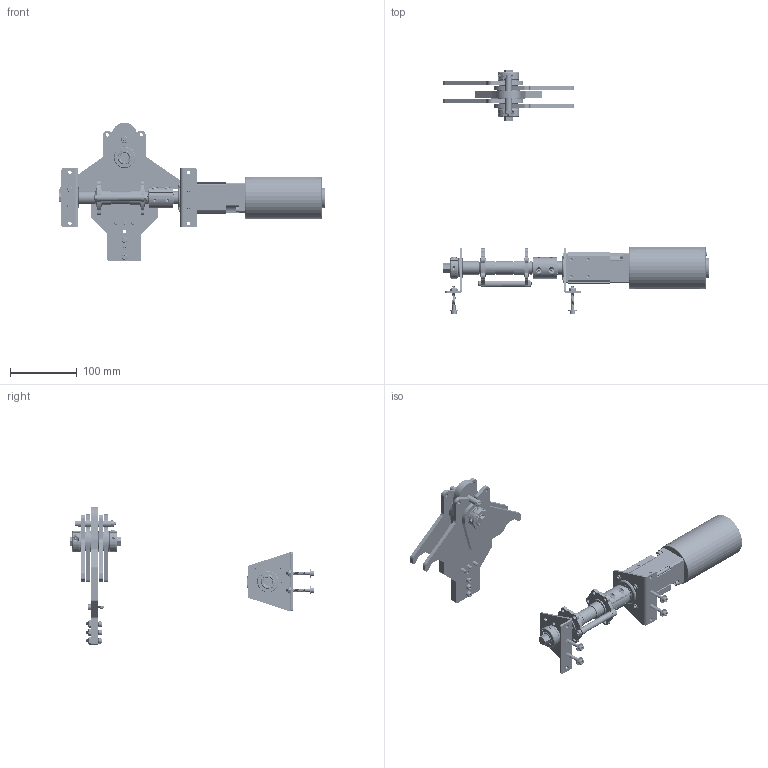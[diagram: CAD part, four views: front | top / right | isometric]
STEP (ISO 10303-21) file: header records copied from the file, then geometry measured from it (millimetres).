
FILE_DESCRIPTION (( 'STEP AP214' ), '1' );
FILE_NAME ('am-5610 Everybot 2025 Climber Assembly.STEP', '2025-01-27T13:57:18', ( '' ), ( '' ), 'SwSTEP 2.0', 'SolidWorks 2024', '' );
FILE_SCHEMA (( 'AUTOMOTIVE_DESIGN' ));
Length unit declared in the file: inch
Products named in the file (46): am-1522 10-32 x 3000 SHCS_am-1522 10-32 x 3000 SHCS; am-XXXX - 57 Sport 3 Stage Ring Gear Housing; am-0255_16T CIM with 16T 0.7mod Pinion; am-3948-500 500H x 500IN Spacer; am-0255 CIM Motor; am-1047 10-32 x 0750 SHCS_am-1047 10-32 x 0750 SHCS; 500Hex and Key Coupler; am-5610 Everybot 2025 Climber Assembly; am-3948-063 500H x 063IN Spacer; am-1560 500Hex and 500Key Coupler; 16T Cim Gear; Thrust Washer Blue Sport; am-1026 #10 Flat Washer_am-1026 #10 Flat Washer; 3 Stage CIM Sport with 1IN Hex Shaft; am-1120 10-32 x 0625 SHCS with Thread Patch_HX-SHCS 0.19-32x1.375x1-C; 3IN Hex Shaft; 10-32 X 375 SHCS_90128A940; am-1732 0.194 ID 0.375 OD 0.125 Long Nylon Spacer; am-1014 10-32 x 1500 SHCS_am-1014 10-32 x 1500 SHCS; R8ZZ Bearing; am-1526 500Hex Collar Clamp; am-1156 10-32 x 2250 SHCS_am-1156 10-32 x 2250 SHCS; am-xxxx 500Hex Hub; am-XXXX - 57 Sport 500 Hex Output Plug; am-5609 Everybot 2025 Barb Assembly; am-2986 FR8ZZ Hex Bearing; 1IN 57Sport Bent Side Mount Gusset; Output Block; am-3948-125 500H x 125IN Spacer_Mirror Default; retaining Ring 0500 - Mcm 98410A122_98410A122; am-5609_barb Everybot 2025 Barb Plate; am-3948-250 500H x 250IN Spacer; 6IN Hex Shaft; 10-32 x 3.000 SHCS_90128A969; 10-32x0500_shcs_HX-SHCS 0.19-32x1.375x1-C; am-4107 0.194 ID 0.375 OD 0.750 Long Nylon Spacer; am-1700 0.194 ID 0.375 OD 0.250 Long Nylon Spacer; am-3770a Kraken Sport Motor Block; am-1696 0.194 ID 0.375 OD 1.000 Long Nylon Spacer; am-5609_body Everybot 2025 Body Plate ...
Assembly tree (86 placements, depth 4):
  am-5610 Everybot 2025 Climber Assembly
    am-1560 500Hex and 500Key Coupler
      500Hex and Key Coupler  x2
      10-32x0500_shcs_HX-SHCS 0.19-32x1.375x1-C  x4
    3 Stage CIM Sport with 1IN Hex Shaft
      am-XXXX - 57 Sport 500 Hex Output Plug
        am-XXXX - 57 Sport 500 Hex Shaft
        Output Block
        R8ZZ Bearing  x2
        retaining Ring 0500 - Mcm 98410A122_98410A122
      am-XXXX - 57 Sport 3 Stage Ring Gear Housing
      10-32 x 3.000 SHCS_90128A969  x2
      am-3770a Kraken Sport Motor Block
      Thrust Washer Blue Sport
      10-32 X 375 SHCS_90128A940  x2
      am-1120 10-32 x 0625 SHCS with Thread Patch_HX-SHCS 0.19-32x1.375x1-C  x2
    am-3948-250 500H x 250IN Spacer
    am-xxxx 500Hex Hub  x2
    am-3948-1000 500H x 1000IN Spacer
    am-3948-125 500H x 125IN Spacer_Mirror Default
    am-3948-500 500H x 500IN Spacer
    am-1522 10-32 x 3000 SHCS_am-1522 10-32 x 3000 SHCS
    am-1063 10-32 Nylock Jam Nut_am-1063 10-32 Nylock Jam Nut  x5
    am-2986 FR8ZZ Hex Bearing
    am-3948-375 500H x 375IN Spacer
    am-3948-063 500H x 063IN Spacer
    am-1014 10-32 x 1500 SHCS_am-1014 10-32 x 1500 SHCS  x4
    am-1026 #10 Flat Washer_am-1026 #10 Flat Washer  x4
    am-1526 500Hex Collar Clamp
      500Hex Collar Clamp Body
      10-32x0500_shcs_HX-SHCS 0.19-32x1.375x1-C
    6IN Hex Shaft
    am-1696 0.194 ID 0.375 OD 1.000 Long Nylon Spacer  x2
    am-1732 0.194 ID 0.375 OD 0.125 Long Nylon Spacer
    am-1700 0.194 ID 0.375 OD 0.250 Long Nylon Spacer
    1IN Bent Bearing Side Mount Gusset
    1IN 57Sport Bent Side Mount Gusset
    am-5609 Everybot 2025 Barb Assembly
      am-5609_body Everybot 2025 Body Plate  x2
      am-5609_barb Everybot 2025 Barb Plate  x4
      am-2986 FR8ZZ Hex Bearing  x4
      am-1526 500Hex Collar Clamp  x2
        500Hex Collar Clamp Body
        10-32x0500_shcs_HX-SHCS 0.19-32x1.375x1-C
      am-4107 0.194 ID 0.375 OD 0.750 Long Nylon Spacer  x2
      am-1156 10-32 x 2250 SHCS_am-1156 10-32 x 2250 SHCS
      am-1063 10-32 Nylock Jam Nut_am-1063 10-32 Nylock Jam Nut  x4
      am-1047 10-32 x 0750 SHCS_am-1047 10-32 x 0750 SHCS  x6
      3IN Hex Shaft
    am-0255_16T CIM with 16T 0.7mod Pinion
      am-0255 CIM Motor
      16T Cim Gear
Bounding box: 397.97 x 366.62 x 207.65 mm (x, y, z)
Volume: 979384.7 mm3; surface area: 329297 mm2
Topology: 91 solids, 91 shells, 4378 faces, 11084 edges, 7006 vertices
Faces by surface type: cylinder 2386, plane 927, cone 888, torus 120, bspline 57
Entity records: 84147 total; most frequent: CARTESIAN_POINT 37865, ORIENTED_EDGE 9718, DIRECTION 9234, EDGE_CURVE 4859, AXIS2_PLACEMENT_3D 3629, VERTEX_POINT 3138, EDGE_LOOP 2103, VECTOR 1976
